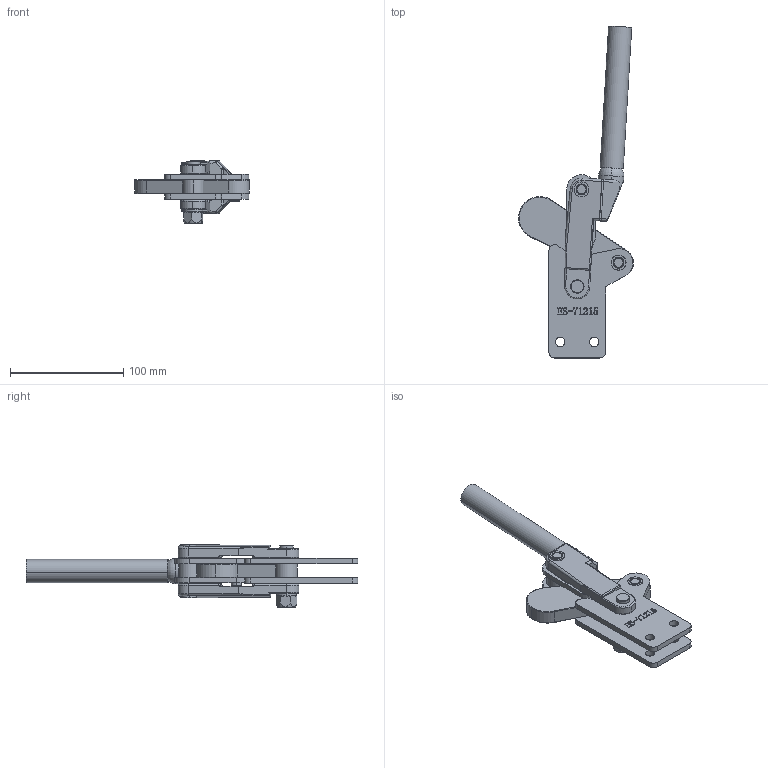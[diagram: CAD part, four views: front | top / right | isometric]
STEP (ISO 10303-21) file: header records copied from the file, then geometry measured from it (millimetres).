
FILE_DESCRIPTION (( 'STEP AP203' ), '1' );
FILE_NAME ('HS-71215 .STEP', '2019-08-26T10:26:28', ( '微软用户' ), ( '微软中国' ), 'SwSTEP 2.0', 'SolidWorks 2012', '' );
FILE_SCHEMA (( 'CONFIG_CONTROL_DESIGN' ));
Length unit declared in the file: millimetre
Products named in the file (14): 忒參奪; 騵艦杶; prevailing torque hex nuts 1-fine pitch gb_GB_HEXAGON_LOCK_TYPE2 M10-N; curved single coil spring lock washers gb_GB_FASTENER_WASHER_CSLW 10; T倛种; 階杶; 70515人头马; 揤參; 耜啣; 种2; 种1; 蟀裝; HS-71215 
Assembly tree (22 placements, depth 2):
  HS-71215 
    蟀裝  x2
    种1  x2
    种2
    耜啣
    耜啣
    揤參
    70515人头马
    階杶  x2
    T倛种
    curved single coil spring lock washers gb_GB_FASTENER_WASHER_CSLW 10
    prevailing torque hex nuts 1-fine pitch gb_GB_HEXAGON_LOCK_TYPE2 M10-N
    騵艦杶  x7
    忒參奪
Bounding box: 101.46 x 293.16 x 55.6 mm (x, y, z)
Volume: 206350.8 mm3; surface area: 88686.1 mm2
Topology: 22 solids, 22 shells, 678 faces, 1727 edges, 1115 vertices
Faces by surface type: plane 306, cylinder 180, bspline 137, cone 25, torus 18, sphere 12
Entity records: 26927 total; most frequent: CARTESIAN_POINT 10782, ORIENTED_EDGE 3200, DIRECTION 2618, EDGE_CURVE 1600, VERTEX_POINT 1033, LINE 972, VECTOR 972, AXIS2_PLACEMENT_3D 823
